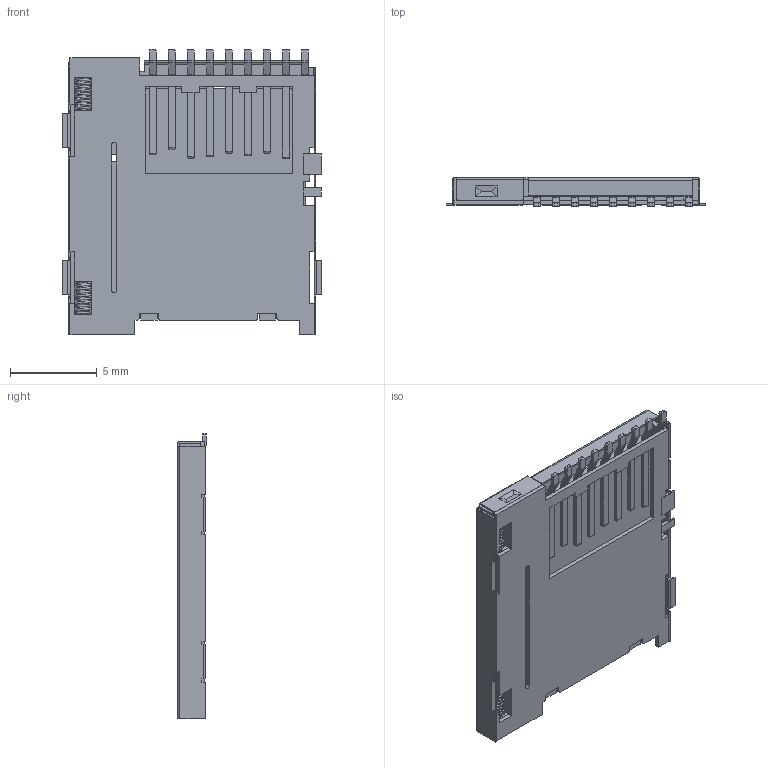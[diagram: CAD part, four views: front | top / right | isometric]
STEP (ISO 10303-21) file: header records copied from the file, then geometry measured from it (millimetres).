
FILE_DESCRIPTION (( 'STEP AP214' ), '1' );
FILE_NAME ('045138008100858+.STEP', '2021-07-22T08:55:27', ( '' ), ( '' ), 'SwSTEP 2.0', 'SolidWorks 2018', '' );
FILE_SCHEMA (( 'AUTOMOTIVE_DESIGN' ));
Length unit declared in the file: millimetre
Products named in the file (1): 045138008100858+
Bounding box: 15 x 1.65 x 16.5 mm (x, y, z)
Volume: 249 mm3; surface area: 1472.6 mm2
Topology: 23 solids, 23 shells, 617 faces, 1686 edges, 1115 vertices
Faces by surface type: plane 467, cylinder 146, bspline 4
Entity records: 27017 total; most frequent: CARTESIAN_POINT 7323, ORIENTED_EDGE 3372, DIRECTION 3158, EDGE_CURVE 1686, LINE 1394, VECTOR 1394, VERTEX_POINT 1115, AXIS2_PLACEMENT_3D 882
